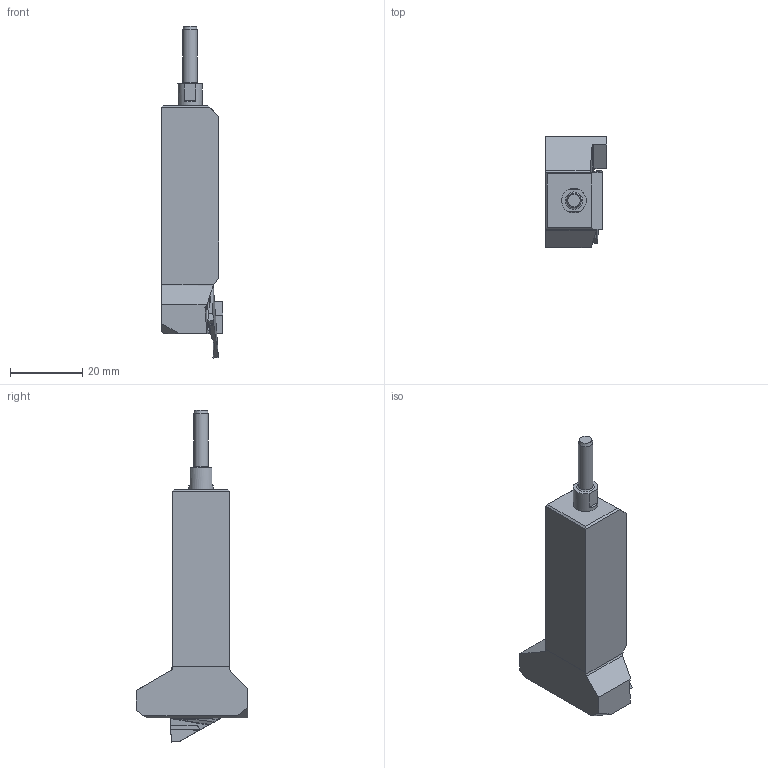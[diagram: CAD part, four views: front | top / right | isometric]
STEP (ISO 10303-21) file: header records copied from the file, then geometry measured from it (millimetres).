
FILE_DESCRIPTION(/* description */ (''),/* implementation_level */ '2;1');
FILE_NAME(/* name */ '1573212304044.stp',/* time_stamp */ '2019-11-08T16:55:16+05:00',/* author */ (''),/* organization */ ('SMS'),/* preprocessor_version */ 'ST-DEVELOPER v16.7',/* originating_system */ 'SIEMENS PLM Software NX 12.0',/* authorisation */ '');
FILE_SCHEMA (('AUTOMOTIVE_DESIGN { 1 0 10303 214 3 1 1 1 }'));
Length unit declared in the file: millimetre
Products named in the file (4): ASSEMBLY_CONSTRUCTION; 202512544mod000_00; 202576580mod000_00; 202576765mod000_00
Assembly tree (3 placements, depth 2):
  202576765mod000_00
    202576580mod000_00
    202512544mod000_00
    ASSEMBLY_CONSTRUCTION
Bounding box: 17 x 30.88 x 91.88 mm (x, y, z)
Volume: 17765.9 mm3; surface area: 6034.8 mm2
Topology: 2 solids, 3 shells, 146 faces, 373 edges, 243 vertices
Faces by surface type: plane 72, cylinder 37, bspline 19, torus 7, sphere 6, cone 5
Full cylindrical faces by diameter (mm): 4 x1, 6.8 x1
Entity records: 5034 total; most frequent: CARTESIAN_POINT 1471, ORIENTED_EDGE 730, DIRECTION 679, EDGE_CURVE 365, AXIS2_PLACEMENT_3D 240, VERTEX_POINT 232, LINE 199, VECTOR 199
